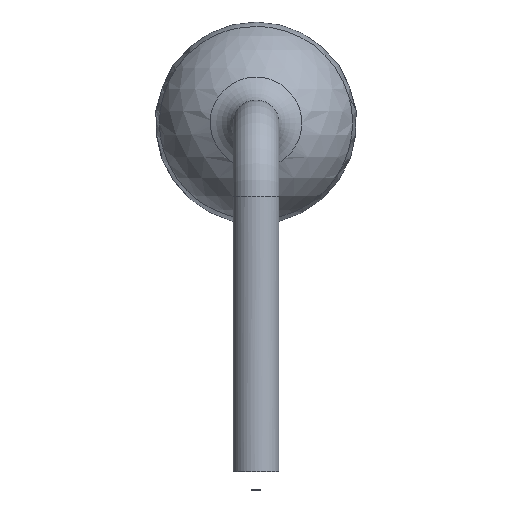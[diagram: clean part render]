
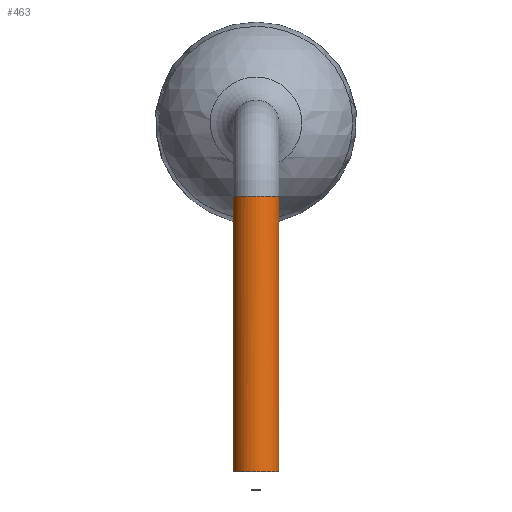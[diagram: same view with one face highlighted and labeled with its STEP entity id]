
A CAD part, left-side view. The second image highlights one B-rep face of the part: STEP entity #463.
In plain terms, the highlighted cylindrical face has radius 0.25 mm (diameter 0.5 mm), a full revolution.
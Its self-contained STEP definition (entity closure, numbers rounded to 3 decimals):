
#51=CYLINDRICAL_SURFACE('',#518,0.25);
#63=FACE_OUTER_BOUND('',#86,.T.);
#86=EDGE_LOOP('',(#316,#317,#318,#319,#320,#321,#322));
#112=LINE('',#735,#123);
#123=VECTOR('',#603,0.25);
#138=CIRCLE('',#513,0.25);
#141=CIRCLE('',#516,0.25);
#142=CIRCLE('',#517,0.25);
#143=CIRCLE('',#519,0.25);
#144=CIRCLE('',#520,0.25);
#177=VERTEX_POINT('',#722);
#178=VERTEX_POINT('',#723);
#181=VERTEX_POINT('',#730);
#182=VERTEX_POINT('',#734);
#183=VERTEX_POINT('',#736);
#232=EDGE_CURVE('',#177,#178,#138,.T.);
#236=EDGE_CURVE('',#178,#181,#141,.T.);
#237=EDGE_CURVE('',#181,#177,#142,.T.);
#238=EDGE_CURVE('',#181,#182,#112,.T.);
#239=EDGE_CURVE('',#182,#183,#143,.T.);
#240=EDGE_CURVE('',#183,#182,#144,.T.);
#316=ORIENTED_EDGE('',*,*,#232,.F.);
#317=ORIENTED_EDGE('',*,*,#237,.F.);
#318=ORIENTED_EDGE('',*,*,#238,.T.);
#319=ORIENTED_EDGE('',*,*,#239,.T.);
#320=ORIENTED_EDGE('',*,*,#240,.T.);
#321=ORIENTED_EDGE('',*,*,#238,.F.);
#322=ORIENTED_EDGE('',*,*,#236,.F.);
#463=ADVANCED_FACE('',(#63),#51,.T.);
#513=AXIS2_PLACEMENT_3D('',#724,#590,#591);
#516=AXIS2_PLACEMENT_3D('',#731,#597,#598);
#517=AXIS2_PLACEMENT_3D('',#732,#599,#600);
#518=AXIS2_PLACEMENT_3D('',#733,#601,#602);
#519=AXIS2_PLACEMENT_3D('',#737,#604,#605);
#520=AXIS2_PLACEMENT_3D('',#738,#606,#607);
#590=DIRECTION('center_axis',(0.,0.,-1.));
#591=DIRECTION('ref_axis',(0.,-1.,0.));
#597=DIRECTION('center_axis',(0.,0.,-1.));
#598=DIRECTION('ref_axis',(0.,-1.,0.));
#599=DIRECTION('center_axis',(0.,0.,-1.));
#600=DIRECTION('ref_axis',(0.,-1.,0.));
#601=DIRECTION('center_axis',(0.,0.,-1.));
#602=DIRECTION('ref_axis',(0.,-1.,0.));
#603=DIRECTION('',(0.,0.,1.));
#604=DIRECTION('center_axis',(0.,0.,
-1.));
#605=DIRECTION('ref_axis',(1.,0.,0.));
#606=DIRECTION('center_axis',(0.,0.,
-1.));
#607=DIRECTION('ref_axis',(1.,0.,0.));
#722=CARTESIAN_POINT('',(-4.5,-0.25,0.2));
#723=CARTESIAN_POINT('',(-4.645,-0.203,0.2));
#724=CARTESIAN_POINT('Origin',(-4.5,0.,0.2));
#730=CARTESIAN_POINT('',(-4.5,0.25,0.2));
#731=CARTESIAN_POINT('Origin',(-4.5,0.,0.2));
#732=CARTESIAN_POINT('Origin',(-4.5,0.,0.2));
#733=CARTESIAN_POINT('Origin',(-4.5,0.,1.7));
#734=CARTESIAN_POINT('',(-4.5,0.25,3.2));
#735=CARTESIAN_POINT('',(-4.5,0.25,1.7));
#736=CARTESIAN_POINT('',(-4.25,0.,3.2));
#737=CARTESIAN_POINT('Origin',(-4.5,0.,3.2));
#738=CARTESIAN_POINT('Origin',(-4.5,0.,3.2));
